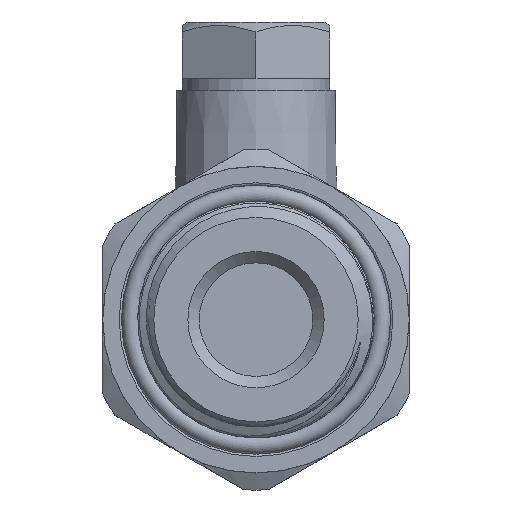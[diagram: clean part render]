
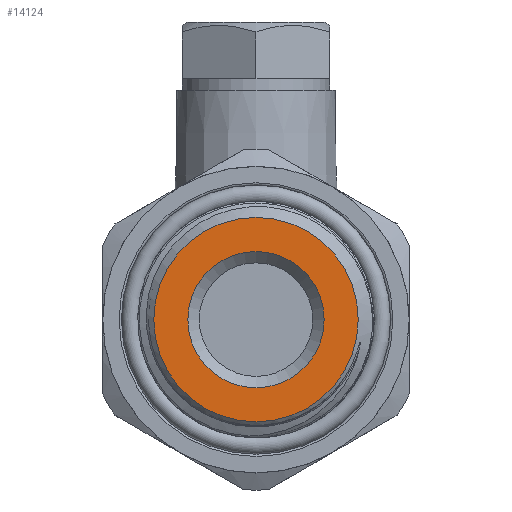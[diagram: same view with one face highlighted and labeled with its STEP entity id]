
A CAD part, left-side view. The second image highlights one B-rep face of the part: STEP entity #14124.
In plain terms, the highlighted face is planar.
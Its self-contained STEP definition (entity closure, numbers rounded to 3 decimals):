
#126=FACE_BOUND('',#4801,.T.);
#3948=FACE_OUTER_BOUND('',#4800,.T.);
#4800=EDGE_LOOP('',(#13131));
#4801=EDGE_LOOP('',(#13132));
#5330=CIRCLE('',#15124,9.);
#5341=CIRCLE('',#15154,6.);
#6749=VERTEX_POINT('',#33225);
#6762=VERTEX_POINT('',#36260);
#8853=EDGE_CURVE('',#6749,#6749,#5330,.T.);
#8892=EDGE_CURVE('',#6762,#6762,#5341,.T.);
#13131=ORIENTED_EDGE('',*,*,#8853,.T.);
#13132=ORIENTED_EDGE('',*,*,#8892,.F.);
#13339=PLANE('',#15153);
#14124=ADVANCED_FACE('',(#3948,#126),#13339,.T.);
#15124=AXIS2_PLACEMENT_3D('',#33227,#17881,#17882);
#15153=AXIS2_PLACEMENT_3D('',#36259,#17952,#17953);
#15154=AXIS2_PLACEMENT_3D('',#36261,#17954,#17955);
#17881=DIRECTION('center_axis',(1.,0.,0.));
#17882=DIRECTION('ref_axis',(0.,1.,0.));
#17952=DIRECTION('center_axis',(1.,0.,0.));
#17953=DIRECTION('ref_axis',(0.,0.,-1.));
#17954=DIRECTION('center_axis',(1.,0.,0.));
#17955=DIRECTION('ref_axis',(0.,0.,-1.));
#33225=CARTESIAN_POINT('',(0.,-9.,0.));
#33227=CARTESIAN_POINT('Origin',(0.,0.,0.));
#36259=CARTESIAN_POINT('Origin',(0.,6.,0.));
#36260=CARTESIAN_POINT('',(0.,-6.,0.));
#36261=CARTESIAN_POINT('Origin',(0.,0.,
0.));
